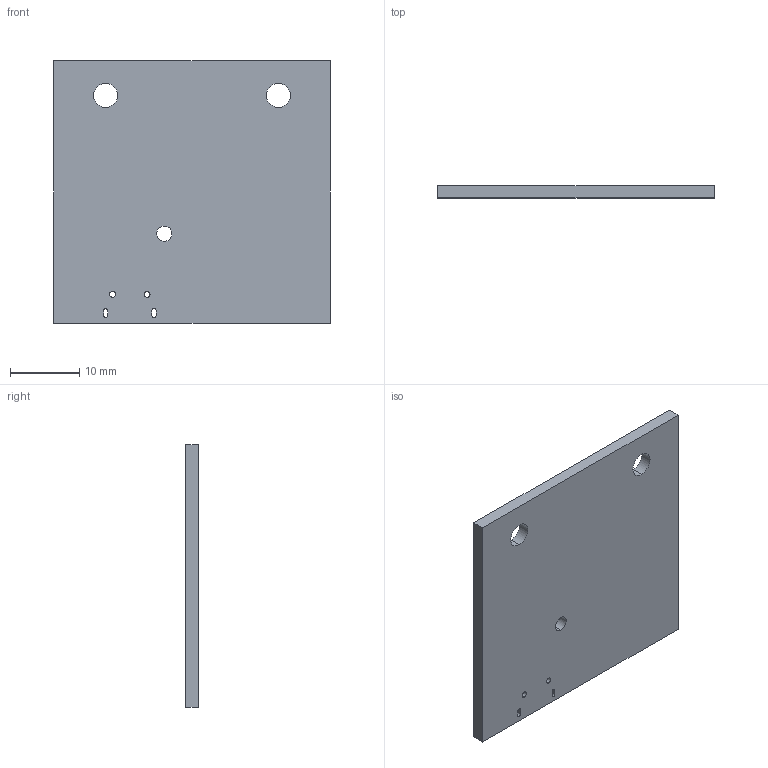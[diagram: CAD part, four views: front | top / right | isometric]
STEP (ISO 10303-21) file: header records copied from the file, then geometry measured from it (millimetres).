
FILE_DESCRIPTION (( 'STEP AP214' ), '1' );
FILE_NAME ('PCB3.STEP', '2020-05-11T14:03:16', ( '' ), ( '' ), 'SwSTEP 2.0', 'SolidWorks 2016', '' );
FILE_SCHEMA (( 'AUTOMOTIVE_DESIGN' ));
Length unit declared in the file: millimetre
Products named in the file (2): PCB3
Bounding box: 40 x 1.8 x 37.95 mm (x, y, z)
Volume: 2682.5 mm3; surface area: 3343.5 mm2
Topology: 1 solids, 1 shells, 62 faces, 156 edges, 104 vertices
Faces by surface type: plane 42, cylinder 20
Entity records: 1937 total; most frequent: CARTESIAN_POINT 324, DIRECTION 324, ORIENTED_EDGE 312, EDGE_CURVE 156, VECTOR 116, LINE 116, AXIS2_PLACEMENT_3D 104, VERTEX_POINT 104
